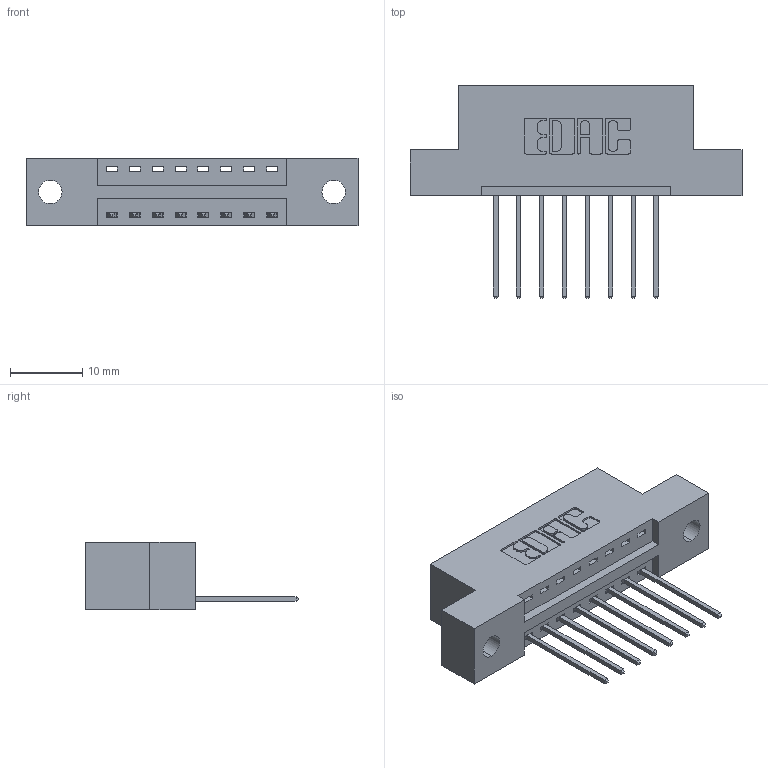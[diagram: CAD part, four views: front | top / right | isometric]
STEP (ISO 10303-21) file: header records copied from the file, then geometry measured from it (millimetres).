
FILE_DESCRIPTION (( 'STEP AP203' ), '1' );
FILE_NAME ('346-008-540-102.STEP', '2018-08-17T04:50:08', ( '' ), ( '' ), 'SwSTEP 2.0', 'SolidWorks 2016', '' );
FILE_SCHEMA (( 'CONFIG_CONTROL_DESIGN' ));
Length unit declared in the file: inch
Products named in the file (3): 346 Part_Flush Mounting Lugs - 0.128 Dia; 345-292-001_345-293-140; 346-008-540-102
Assembly tree (9 placements, depth 2):
  346-008-540-102
    346 Part_Flush Mounting Lugs - 0.128 Dia
    345-292-001_345-293-140  x8
Bounding box: 45.97 x 29.46 x 9.4 mm (x, y, z)
Volume: 4140.6 mm3; surface area: 4616.2 mm2
Topology: 9 solids, 9 shells, 586 faces, 1737 edges, 1146 vertices
Faces by surface type: plane 396, cylinder 190
Entity records: 9563 total; most frequent: CARTESIAN_POINT 1656, ORIENTED_EDGE 1598, DIRECTION 1503, EDGE_CURVE 799, LINE 635, VECTOR 635, VERTEX_POINT 530, AXIS2_PLACEMENT_3D 434
